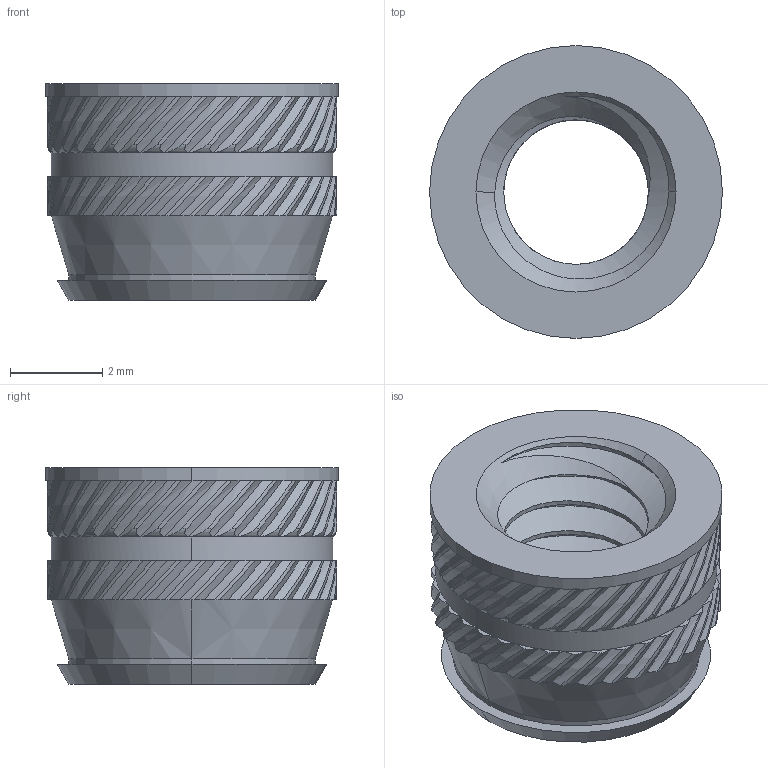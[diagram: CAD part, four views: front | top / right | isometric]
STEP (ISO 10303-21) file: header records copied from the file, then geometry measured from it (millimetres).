
FILE_DESCRIPTION (( 'STEP AP203' ), '1' );
FILE_NAME ('93365A140_Tapered Heat-Set Inserts for Plastic.STEP', '2022-12-08T14:19:39', ( 'Administrator' ), ( 'Managed by Terraform' ), 'SwSTEP 2.0', 'SolidWorks 2017', '' );
FILE_SCHEMA (( 'CONFIG_CONTROL_DESIGN' ));
Length unit declared in the file: inch
Products named in the file (1): 93365A140_Tapered Heat-Set Inserts for Plastic
Bounding box: 6.35 x 6.35 x 4.7 mm (x, y, z)
Volume: 81.4 mm3; surface area: 221.9 mm2
Topology: 1 solids, 1 shells, 365 faces, 863 edges, 502 vertices
Faces by surface type: bspline 147, cylinder 95, plane 76, torus 37, cone 10
Entity records: 14324 total; most frequent: CARTESIAN_POINT 7726, ORIENTED_EDGE 1726, DIRECTION 1028, EDGE_CURVE 863, VERTEX_POINT 502, AXIS2_PLACEMENT_3D 498, EDGE_LOOP 369, FACE_OUTER_BOUND 365
